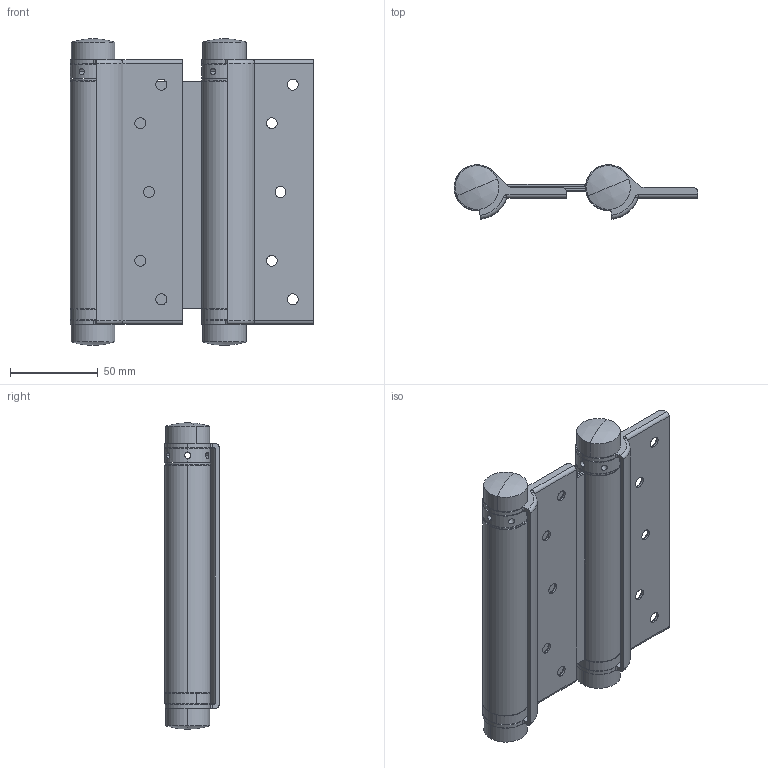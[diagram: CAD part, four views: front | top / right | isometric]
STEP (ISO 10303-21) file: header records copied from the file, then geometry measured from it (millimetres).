
FILE_DESCRIPTION (( 'STEP AP214' ), '1' );
FILE_NAME ('Pendeltürband Nr. 36.STEP', '2011-01-28T12:10:07', ( 'Anwender' ), ( '' ), 'SwSTEP 2.0', 'SolidWorks 2010', '' );
FILE_SCHEMA (( 'AUTOMOTIVE_DESIGN' ));
Length unit declared in the file: millimetre
Products named in the file (7): Büchse 36; Fluegel 36; Pendeltürband Nr. 36; Kunststoffscheibe; Deckel; Stellring; Distanzring
Assembly tree (13 placements, depth 2):
  Pendeltürband Nr. 36
    Stellring  x2
    Büchse 36
    Fluegel 36  x2
    Deckel  x4
    Kunststoffscheibe  x2
    Distanzring  x2
Bounding box: 139 x 30.89 x 175 mm (x, y, z)
Volume: 126446.1 mm3; surface area: 135963.7 mm2
Topology: 13 solids, 13 shells, 226 faces, 568 edges, 360 vertices
Faces by surface type: cylinder 132, plane 50, cone 20, torus 16, sphere 8
Entity records: 4701 total; most frequent: CARTESIAN_POINT 1302, DIRECTION 703, ORIENTED_EDGE 618, EDGE_CURVE 309, AXIS2_PLACEMENT_3D 282, VERTEX_POINT 197, EDGE_LOOP 148, CIRCLE 146
